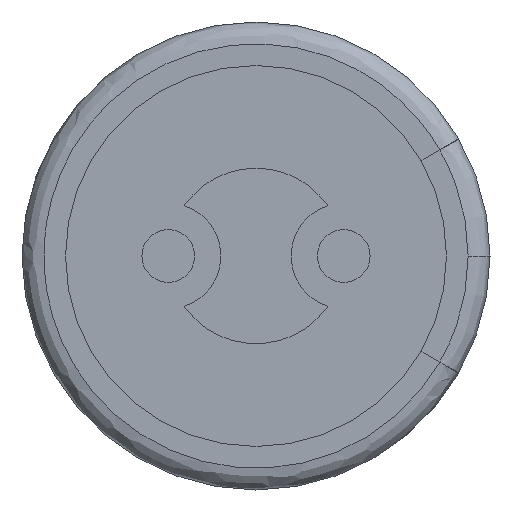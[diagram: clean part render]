
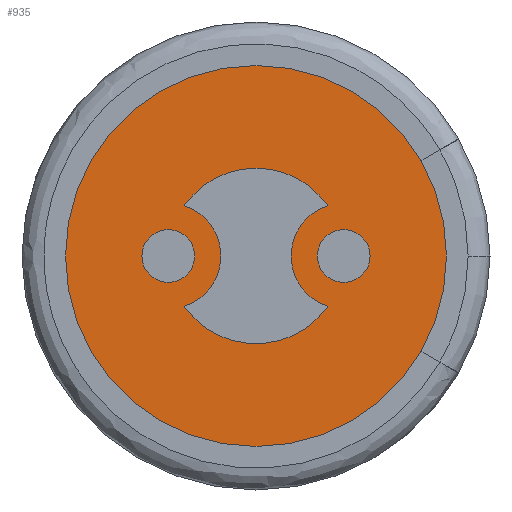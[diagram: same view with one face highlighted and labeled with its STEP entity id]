
A CAD part, front view. The second image highlights one B-rep face of the part: STEP entity #935.
In plain terms, the highlighted planar face has unit normal (0, -1, 0).
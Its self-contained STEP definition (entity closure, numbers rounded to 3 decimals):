
#10 = AXIS2_PLACEMENT_3D ( 'NONE', #1346, #177, #1072 ) ;
#56 = DIRECTION ( 'NONE',  ( 0., 1., 0. ) ) ;
#57 = DIRECTION ( 'NONE',  ( 0., -1., 0. ) ) ;
#76 = VERTEX_POINT ( 'NONE', #2167 ) ;
#101 = ORIENTED_EDGE ( 'NONE', *, *, #1593, .F. ) ;
#122 = FACE_BOUND ( 'NONE', #1611, .T. ) ;
#145 = VERTEX_POINT ( 'NONE', #677 ) ;
#153 = AXIS2_PLACEMENT_3D ( 'NONE', #1394, #1407, #420 ) ;
#163 = EDGE_CURVE ( 'NONE', #145, #1137, #2495, .T. ) ;
#177 = DIRECTION ( 'NONE',  ( 0., 1., 0. ) ) ;
#193 = DIRECTION ( 'NONE',  ( 0., -1., 0. ) ) ;
#198 = CIRCLE ( 'NONE', #1129, 0.75 ) ;
#216 = ORIENTED_EDGE ( 'NONE', *, *, #1389, .F. ) ;
#269 = VERTEX_POINT ( 'NONE', #2457 ) ;
#290 = VERTEX_POINT ( 'NONE', #344 ) ;
#344 = CARTESIAN_POINT ( 'NONE',  ( 0., 0.95, 0.75 ) ) ;
#347 = DIRECTION ( 'NONE',  ( 0., 0., 1. ) ) ;
#420 = DIRECTION ( 'NONE',  ( 1., 0., 0. ) ) ;
#484 = CARTESIAN_POINT ( 'NONE',  ( -0.75, 0.95, 0. ) ) ;
#490 = DIRECTION ( 'NONE',  ( 0., 1., 0. ) ) ;
#554 = CARTESIAN_POINT ( 'NONE',  ( 0., 0.95, 0. ) ) ;
#602 = PLANE ( 'NONE',  #10 ) ;
#626 = AXIS2_PLACEMENT_3D ( 'NONE', #1650, #490, #1838 ) ;
#630 = AXIS2_PLACEMENT_3D ( 'NONE', #2260, #714, #912 ) ;
#677 = CARTESIAN_POINT ( 'NONE',  ( 1.41, 0.95, 0.814 ) ) ;
#714 = DIRECTION ( 'NONE',  ( 0., 1., 0. ) ) ;
#852 = CARTESIAN_POINT ( 'NONE',  ( 0., 0.95, 0. ) ) ;
#865 = CIRCLE ( 'NONE', #153, 1.628 ) ;
#887 = DIRECTION ( 'NONE',  ( 0., 0., 1. ) ) ;
#904 = VERTEX_POINT ( 'NONE', #2132 ) ;
#911 = AXIS2_PLACEMENT_3D ( 'NONE', #554, #2077, #347 ) ;
#912 = DIRECTION ( 'NONE',  ( 1., 0., 0. ) ) ;
#935 = ADVANCED_FACE ( 'NONE', ( #1740, #122 ), #602, .F. ) ;
#1004 = AXIS2_PLACEMENT_3D ( 'NONE', #484, #56, #887 ) ;
#1010 = CIRCLE ( 'NONE', #1958, 0.45 ) ;
#1032 = CARTESIAN_POINT ( 'NONE',  ( 0.75, 0.95, 0. ) ) ;
#1060 = DIRECTION ( 'NONE',  ( 0., 0., 1. ) ) ;
#1072 = DIRECTION ( 'NONE',  ( -1., 0., 0. ) ) ;
#1096 = ORIENTED_EDGE ( 'NONE', *, *, #1783, .F. ) ;
#1111 = CIRCLE ( 'NONE', #630, 1.628 ) ;
#1129 = AXIS2_PLACEMENT_3D ( 'NONE', #852, #57, #1267 ) ;
#1137 = VERTEX_POINT ( 'NONE', #2449 ) ;
#1197 = ORIENTED_EDGE ( 'NONE', *, *, #2297, .T. ) ;
#1240 = EDGE_CURVE ( 'NONE', #904, #290, #198, .T. ) ;
#1267 = DIRECTION ( 'NONE',  ( 0., 0., 1. ) ) ;
#1314 = CARTESIAN_POINT ( 'NONE',  ( 0.615, 0.95, -0.429 ) ) ;
#1327 = EDGE_CURVE ( 'NONE', #1137, #1361, #1111, .T. ) ;
#1346 = CARTESIAN_POINT ( 'NONE',  ( 0., 0.95, 0. ) ) ;
#1361 = VERTEX_POINT ( 'NONE', #1876 ) ;
#1370 = ORIENTED_EDGE ( 'NONE', *, *, #1240, .F. ) ;
#1389 = EDGE_CURVE ( 'NONE', #76, #2013, #1542, .T. ) ;
#1394 = CARTESIAN_POINT ( 'NONE',  ( 0., 0.95, 0. ) ) ;
#1407 = DIRECTION ( 'NONE',  ( 0., -1., 0. ) ) ;
#1415 = CIRCLE ( 'NONE', #911, 0.75 ) ;
#1447 = CIRCLE ( 'NONE', #1004, 0.45 ) ;
#1487 = ORIENTED_EDGE ( 'NONE', *, *, #1327, .F. ) ;
#1542 = CIRCLE ( 'NONE', #1555, 0.75 ) ;
#1555 = AXIS2_PLACEMENT_3D ( 'NONE', #1730, #193, #2097 ) ;
#1593 = EDGE_CURVE ( 'NONE', #2013, #904, #1010, .T. ) ;
#1611 = EDGE_LOOP ( 'NONE', ( #1370, #101, #216, #1096, #2362 ) ) ;
#1650 = CARTESIAN_POINT ( 'NONE',  ( 0., 0.95, 0. ) ) ;
#1730 = CARTESIAN_POINT ( 'NONE',  ( 0., 0.95, 0. ) ) ;
#1740 = FACE_OUTER_BOUND ( 'NONE', #1830, .T. ) ;
#1756 = ORIENTED_EDGE ( 'NONE', *, *, #163, .F. ) ;
#1783 = EDGE_CURVE ( 'NONE', #269, #76, #1447, .T. ) ;
#1830 = EDGE_LOOP ( 'NONE', ( #1756, #1197, #1487 ) ) ;
#1838 = DIRECTION ( 'NONE',  ( 1., 0., 0. ) ) ;
#1876 = CARTESIAN_POINT ( 'NONE',  ( 1.41, 0.95, -0.814 ) ) ;
#1958 = AXIS2_PLACEMENT_3D ( 'NONE', #1032, #2198, #1060 ) ;
#1999 = EDGE_CURVE ( 'NONE', #290, #269, #1415, .T. ) ;
#2013 = VERTEX_POINT ( 'NONE', #1314 ) ;
#2077 = DIRECTION ( 'NONE',  ( 0., -1., 0. ) ) ;
#2097 = DIRECTION ( 'NONE',  ( 0., 0., 1. ) ) ;
#2132 = CARTESIAN_POINT ( 'NONE',  ( 0.615, 0.95, 0.429 ) ) ;
#2167 = CARTESIAN_POINT ( 'NONE',  ( -0.615, 0.95, -0.429 ) ) ;
#2198 = DIRECTION ( 'NONE',  ( 0., 1., 0. ) ) ;
#2260 = CARTESIAN_POINT ( 'NONE',  ( 0., 0.95, 0. ) ) ;
#2297 = EDGE_CURVE ( 'NONE', #145, #1361, #865, .T. ) ;
#2362 = ORIENTED_EDGE ( 'NONE', *, *, #1999, .F. ) ;
#2449 = CARTESIAN_POINT ( 'NONE',  ( 1.628, 0.95, 0. ) ) ;
#2457 = CARTESIAN_POINT ( 'NONE',  ( -0.615, 0.95, 0.429 ) ) ;
#2495 = CIRCLE ( 'NONE', #626, 1.628 ) ;
